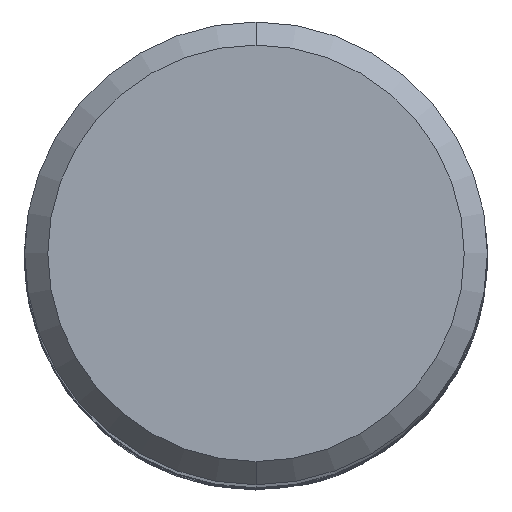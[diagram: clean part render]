
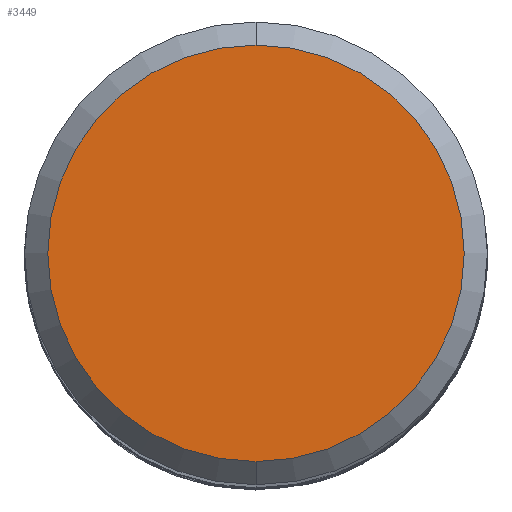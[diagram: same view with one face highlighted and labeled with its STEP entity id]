
A CAD part, top view. The second image highlights one B-rep face of the part: STEP entity #3449.
In plain terms, the highlighted planar face has unit normal (0, 0, 1).
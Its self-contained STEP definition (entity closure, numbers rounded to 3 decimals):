
#2019=VERTEX_POINT('',#4544);
#2449=EDGE_CURVE('',#2019,#2675,#5008,.T.);
#2675=VERTEX_POINT('',#5252);
#3449=ADVANCED_FACE('',(#6091),#6092,.T.);
#3673=EDGE_CURVE('',#2675,#2019,#6334,.T.);
#4544=CARTESIAN_POINT('',(0.,-7.2,0.0));
#5008=CIRCLE('',#21309,7.2);
#5252=CARTESIAN_POINT('',(0.0,7.2,0.0));
#6091=FACE_OUTER_BOUND('',#32465,.T.);
#6092=PLANE('',#32466);
#6334=CIRCLE('',#34770,7.2);
#21309=AXIS2_PLACEMENT_3D('',#36157,#36158,#36159);
#32465=EDGE_LOOP('',(#37290,#37291));
#32466=AXIS2_PLACEMENT_3D('',#37292,#37293,#37294);
#34770=AXIS2_PLACEMENT_3D('',#37543,#37544,#37545);
#36157=CARTESIAN_POINT('',(0.0,0.0,0.0));
#36158=DIRECTION('',(0.0,0.0,-1.0));
#36159=DIRECTION('',(0.0,1.0,0.0));
#37290=ORIENTED_EDGE('',*,*,#3673,.F.);
#37291=ORIENTED_EDGE('',*,*,#2449,.F.);
#37292=CARTESIAN_POINT('',(0.0,3.6,0.0));
#37293=DIRECTION('',(-0.0,0.0,1.0));
#37294=DIRECTION('',(0.0,-1.0,0.0));
#37543=CARTESIAN_POINT('',(0.0,0.0,0.0));
#37544=DIRECTION('',(0.0,0.0,-1.0));
#37545=DIRECTION('',(0.0,1.0,0.0));
